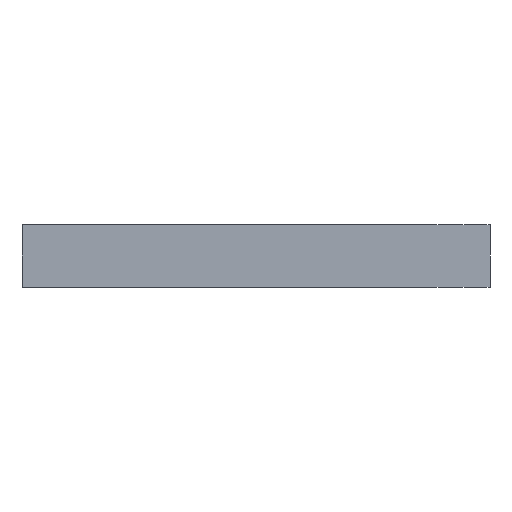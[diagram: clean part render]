
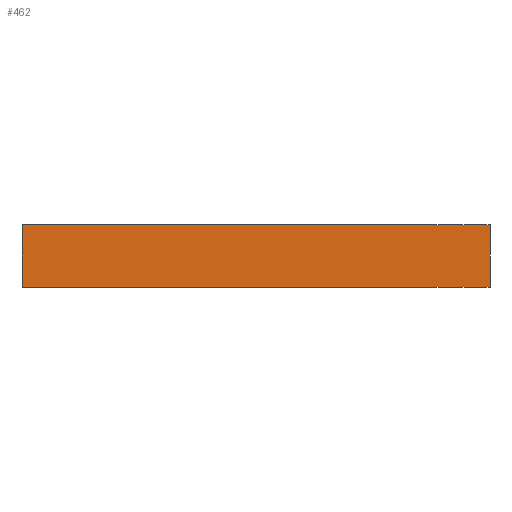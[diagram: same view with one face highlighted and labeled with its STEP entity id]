
A CAD part, front view. The second image highlights one B-rep face of the part: STEP entity #462.
In plain terms, the highlighted planar face has unit normal (0, -1, 0).
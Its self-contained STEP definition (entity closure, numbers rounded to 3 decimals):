
#1 = VECTOR ( 'NONE', #1115, 1000. ) ;
#24 = CARTESIAN_POINT ( 'NONE',  ( 90., -140., 12. ) ) ;
#62 = ORIENTED_EDGE ( 'NONE', *, *, #550, .T. ) ;
#96 = EDGE_CURVE ( 'NONE', #719, #1109, #896, .T. ) ;
#101 = LINE ( 'NONE', #820, #710 ) ;
#123 = LINE ( 'NONE', #1152, #885 ) ;
#198 = CARTESIAN_POINT ( 'NONE',  ( 90., -140., 12. ) ) ;
#226 = EDGE_LOOP ( 'NONE', ( #390, #1059, #62, #811 ) ) ;
#304 = CARTESIAN_POINT ( 'NONE',  ( 0., -140., 12. ) ) ;
#390 = ORIENTED_EDGE ( 'NONE', *, *, #487, .F. ) ;
#462 = ADVANCED_FACE ( 'NONE', ( #1339 ), #802, .F. ) ;
#487 = EDGE_CURVE ( 'NONE', #1109, #867, #511, .T. ) ;
#490 = CARTESIAN_POINT ( 'NONE',  ( 0., -140., 0. ) ) ;
#511 = LINE ( 'NONE', #1029, #1 ) ;
#515 = DIRECTION ( 'NONE',  ( 1., 0., 0. ) ) ;
#550 = EDGE_CURVE ( 'NONE', #719, #861, #101, .T. ) ;
#602 = DIRECTION ( 'NONE',  ( -1., 0., 0. ) ) ;
#626 = VECTOR ( 'NONE', #1103, 1000. ) ;
#696 = CARTESIAN_POINT ( 'NONE',  ( 0., -140., 0. ) ) ;
#710 = VECTOR ( 'NONE', #515, 1000. ) ;
#713 = DIRECTION ( 'NONE',  ( 0., 1., 0. ) ) ;
#719 = VERTEX_POINT ( 'NONE', #490 ) ;
#735 = AXIS2_PLACEMENT_3D ( 'NONE', #198, #713, #602 ) ;
#751 = DIRECTION ( 'NONE',  ( 0., 0., -1. ) ) ;
#802 = PLANE ( 'NONE',  #735 ) ;
#804 = CARTESIAN_POINT ( 'NONE',  ( 90., -140., 0. ) ) ;
#811 = ORIENTED_EDGE ( 'NONE', *, *, #1163, .F. ) ;
#820 = CARTESIAN_POINT ( 'NONE',  ( 90., -140., 0. ) ) ;
#861 = VERTEX_POINT ( 'NONE', #804 ) ;
#867 = VERTEX_POINT ( 'NONE', #24 ) ;
#885 = VECTOR ( 'NONE', #751, 1000. ) ;
#896 = LINE ( 'NONE', #696, #626 ) ;
#1029 = CARTESIAN_POINT ( 'NONE',  ( 90., -140., 12. ) ) ;
#1059 = ORIENTED_EDGE ( 'NONE', *, *, #96, .F. ) ;
#1103 = DIRECTION ( 'NONE',  ( 0., 0., 1. ) ) ;
#1109 = VERTEX_POINT ( 'NONE', #304 ) ;
#1115 = DIRECTION ( 'NONE',  ( 1., 0., 0. ) ) ;
#1152 = CARTESIAN_POINT ( 'NONE',  ( 90., -140., 12. ) ) ;
#1163 = EDGE_CURVE ( 'NONE', #867, #861, #123, .T. ) ;
#1339 = FACE_OUTER_BOUND ( 'NONE', #226, .T. ) ;
